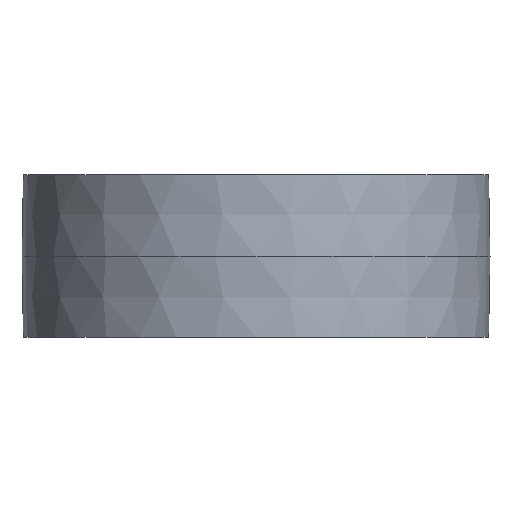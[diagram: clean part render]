
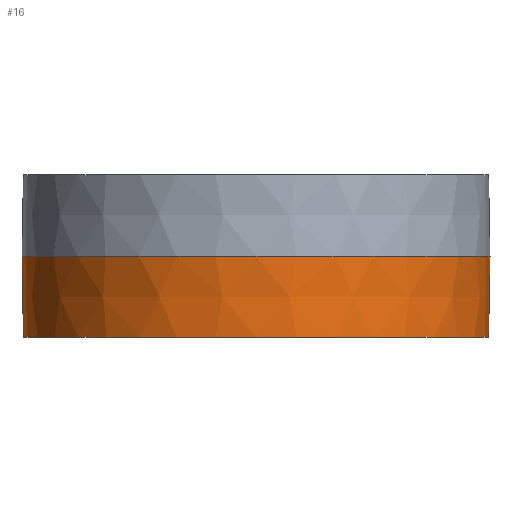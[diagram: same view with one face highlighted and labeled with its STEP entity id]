
A CAD part, front view. The second image highlights one B-rep face of the part: STEP entity #16.
In plain terms, the highlighted conical face has half-angle 1 degrees and reference radius 9.144 mm.
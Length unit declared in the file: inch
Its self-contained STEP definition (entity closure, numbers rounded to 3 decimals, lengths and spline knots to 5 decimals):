
#16 = ADVANCED_FACE ( 'NONE', ( #387 ), #501, .T. ) ;
#43 = EDGE_CURVE ( 'NONE', #469, #287, #718, .T. ) ;
#69 = CARTESIAN_POINT ( 'NONE',  ( 0.36, 0., 0. ) ) ;
#93 = VECTOR ( 'NONE', #658, 39.37008 ) ;
#99 = DIRECTION ( 'NONE',  ( 0., 0., 1. ) ) ;
#112 = EDGE_CURVE ( 'NONE', #607, #469, #382, .T. ) ;
#113 = VECTOR ( 'NONE', #326, 39.37008 ) ;
#117 = CARTESIAN_POINT ( 'NONE',  ( 0., 0., 0. ) ) ;
#127 = CARTESIAN_POINT ( 'NONE',  ( -0.36, 0., 0. ) ) ;
#147 = VERTEX_POINT ( 'NONE', #127 ) ;
#175 = DIRECTION ( 'NONE',  ( -1., 0., 0. ) ) ;
#189 = LINE ( 'NONE', #723, #113 ) ;
#226 = EDGE_LOOP ( 'NONE', ( #331, #504, #450, #612 ) ) ;
#237 = DIRECTION ( 'NONE',  ( 1., 0., 0. ) ) ;
#287 = VERTEX_POINT ( 'NONE', #69 ) ;
#312 = AXIS2_PLACEMENT_3D ( 'NONE', #117, #786, #175 ) ;
#326 = DIRECTION ( 'NONE',  ( -0.017, 0., 1. ) ) ;
#331 = ORIENTED_EDGE ( 'NONE', *, *, #112, .T. ) ;
#382 = CIRCLE ( 'NONE', #827, 0.35782 ) ;
#387 = FACE_OUTER_BOUND ( 'NONE', #226, .T. ) ;
#450 = ORIENTED_EDGE ( 'NONE', *, *, #627, .F. ) ;
#464 = DIRECTION ( 'NONE',  ( 1., 0., 0. ) ) ;
#469 = VERTEX_POINT ( 'NONE', #736 ) ;
#501 = CONICAL_SURFACE ( 'NONE', #312, 0.36, 0.017 ) ;
#504 = ORIENTED_EDGE ( 'NONE', *, *, #43, .T. ) ;
#587 = CARTESIAN_POINT ( 'NONE',  ( 0., 0., -0.125 ) ) ;
#593 = DIRECTION ( 'NONE',  ( 0., 0., 1. ) ) ;
#607 = VERTEX_POINT ( 'NONE', #652 ) ;
#612 = ORIENTED_EDGE ( 'NONE', *, *, #806, .F. ) ;
#627 = EDGE_CURVE ( 'NONE', #147, #287, #843, .T. ) ;
#652 = CARTESIAN_POINT ( 'NONE',  ( -0.35782, 0., -0.125 ) ) ;
#653 = CARTESIAN_POINT ( 'NONE',  ( 0.36, 0., 0. ) ) ;
#658 = DIRECTION ( 'NONE',  ( 0.017, 0., 1. ) ) ;
#718 = LINE ( 'NONE', #653, #93 ) ;
#723 = CARTESIAN_POINT ( 'NONE',  ( -0.36, 0., 0. ) ) ;
#736 = CARTESIAN_POINT ( 'NONE',  ( 0.35782, 0., -0.125 ) ) ;
#770 = CARTESIAN_POINT ( 'NONE',  ( 0., 0., 0. ) ) ;
#773 = AXIS2_PLACEMENT_3D ( 'NONE', #770, #99, #237 ) ;
#786 = DIRECTION ( 'NONE',  ( 0., 0., 1. ) ) ;
#806 = EDGE_CURVE ( 'NONE', #607, #147, #189, .T. ) ;
#827 = AXIS2_PLACEMENT_3D ( 'NONE', #587, #593, #464 ) ;
#843 = CIRCLE ( 'NONE', #773, 0.36 ) ;
